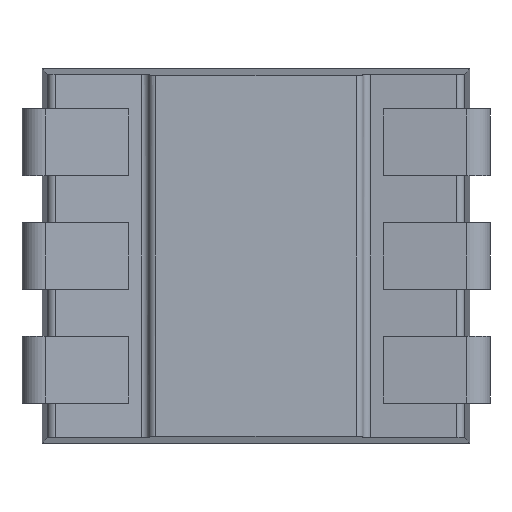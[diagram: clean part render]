
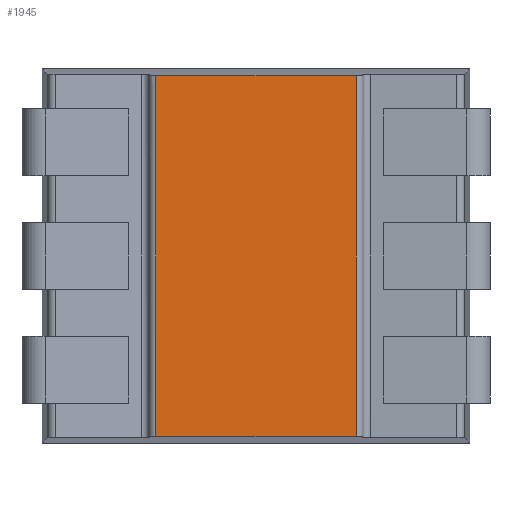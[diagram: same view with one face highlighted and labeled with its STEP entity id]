
A CAD part, front view. The second image highlights one B-rep face of the part: STEP entity #1945.
In plain terms, the highlighted planar face has unit normal (0, -1, 0).
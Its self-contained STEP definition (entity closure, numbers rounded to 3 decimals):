
#62 = EDGE_CURVE ( 'NONE', #2617, #2918, #239, .T. ) ;
#239 = LINE ( 'NONE', #1048, #1305 ) ;
#365 = ORIENTED_EDGE ( 'NONE', *, *, #708, .F. ) ;
#377 = CARTESIAN_POINT ( 'NONE',  ( 0.75, 0.15, -1.348 ) ) ;
#436 = CARTESIAN_POINT ( 'NONE',  ( 0.75, 0.15, 1.4 ) ) ;
#615 = DIRECTION ( 'NONE',  ( 1., 0., 0. ) ) ;
#708 = EDGE_CURVE ( 'NONE', #2617, #1265, #1314, .T. ) ;
#843 = VECTOR ( 'NONE', #2861, 1000. ) ;
#845 = ORIENTED_EDGE ( 'NONE', *, *, #2612, .T. ) ;
#1048 = CARTESIAN_POINT ( 'NONE',  ( 0.75, 0.15, 1.348 ) ) ;
#1179 = CARTESIAN_POINT ( 'NONE',  ( 0.75, 0.15, 1.348 ) ) ;
#1239 = PLANE ( 'NONE',  #1780 ) ;
#1265 = VERTEX_POINT ( 'NONE', #2470 ) ;
#1305 = VECTOR ( 'NONE', #2043, 1000. ) ;
#1314 = LINE ( 'NONE', #2667, #3150 ) ;
#1480 = FACE_OUTER_BOUND ( 'NONE', #3086, .T. ) ;
#1512 = DIRECTION ( 'NONE',  ( 0., 0., 1. ) ) ;
#1637 = CARTESIAN_POINT ( 'NONE',  ( -0.75, 0.15, -1.348 ) ) ;
#1780 = AXIS2_PLACEMENT_3D ( 'NONE', #436, #2768, #1512 ) ;
#1945 = ADVANCED_FACE ( 'NONE', ( #1480 ), #1239, .F. ) ;
#2043 = DIRECTION ( 'NONE',  ( -1., 0., 0. ) ) ;
#2117 = ORIENTED_EDGE ( 'NONE', *, *, #62, .T. ) ;
#2135 = LINE ( 'NONE', #3189, #843 ) ;
#2172 = LINE ( 'NONE', #377, #3158 ) ;
#2470 = CARTESIAN_POINT ( 'NONE',  ( 0.75, 0.15, -1.348 ) ) ;
#2612 = EDGE_CURVE ( 'NONE', #2936, #1265, #2172, .T. ) ;
#2617 = VERTEX_POINT ( 'NONE', #1179 ) ;
#2667 = CARTESIAN_POINT ( 'NONE',  ( 0.75, 0.15, 1.4 ) ) ;
#2768 = DIRECTION ( 'NONE',  ( 0., 1., 0. ) ) ;
#2861 = DIRECTION ( 'NONE',  ( 0., 0., -1. ) ) ;
#2898 = EDGE_CURVE ( 'NONE', #2918, #2936, #2135, .T. ) ;
#2918 = VERTEX_POINT ( 'NONE', #3000 ) ;
#2936 = VERTEX_POINT ( 'NONE', #1637 ) ;
#3000 = CARTESIAN_POINT ( 'NONE',  ( -0.75, 0.15, 1.348 ) ) ;
#3026 = ORIENTED_EDGE ( 'NONE', *, *, #2898, .T. ) ;
#3086 = EDGE_LOOP ( 'NONE', ( #3026, #845, #365, #2117 ) ) ;
#3120 = DIRECTION ( 'NONE',  ( 0., 0., -1. ) ) ;
#3150 = VECTOR ( 'NONE', #3120, 1000. ) ;
#3158 = VECTOR ( 'NONE', #615, 1000. ) ;
#3189 = CARTESIAN_POINT ( 'NONE',  ( -0.75, 0.15, 1.4 ) ) ;
